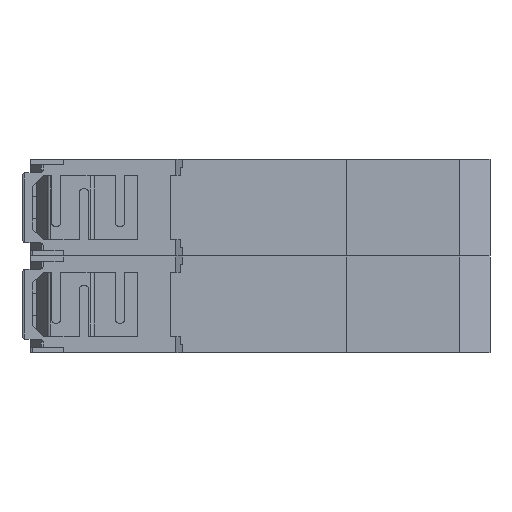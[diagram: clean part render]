
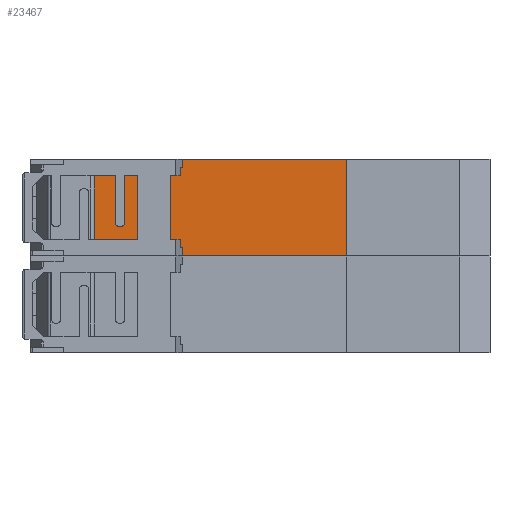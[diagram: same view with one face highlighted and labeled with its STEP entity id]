
A CAD part, front view. The second image highlights one B-rep face of the part: STEP entity #23467.
In plain terms, the highlighted planar face has unit normal (0, -1, 0).
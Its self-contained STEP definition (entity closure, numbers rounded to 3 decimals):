
#17791=DIRECTION('',(-1.,0.,0.));
#17792=VECTOR('',#17791,45.67);
#17793=CARTESIAN_POINT('',(47.027,-9.4,0.));
#17794=LINE('',#17793,#17792);
#18048=DIRECTION('',(1.,0.,0.));
#18049=VECTOR('',#18048,45.67);
#18050=CARTESIAN_POINT('',(1.357,-9.4,18.));
#18051=LINE('',#18050,#18049);
#18667=DIRECTION('',(0.,0.,1.));
#18668=VECTOR('',#18667,18.);
#18669=CARTESIAN_POINT('',(47.027,-9.4,0.));
#18670=LINE('',#18669,#18668);
#18671=DIRECTION('',(0.,0.,1.));
#18672=VECTOR('',#18671,1.);
#18673=CARTESIAN_POINT('',(1.357,-9.4,0.));
#18674=LINE('',#18673,#18672);
#18683=DIRECTION('',(-1.,0.,0.));
#18684=VECTOR('',#18683,4.5);
#18685=CARTESIAN_POINT('',(1.357,-9.4,1.));
#18686=LINE('',#18685,#18684);
#18728=DIRECTION('',(0.,0.,1.));
#18729=VECTOR('',#18728,16.);
#18730=CARTESIAN_POINT('',(-3.143,-9.4,1.));
#18731=LINE('',#18730,#18729);
#18781=DIRECTION('',(1.,0.,0.));
#18782=VECTOR('',#18781,4.5);
#18783=CARTESIAN_POINT('',(-3.143,-9.4,17.));
#18784=LINE('',#18783,#18782);
#19021=DIRECTION('',(0.,0.,1.));
#19022=VECTOR('',#19021,1.);
#19023=CARTESIAN_POINT('',(1.357,-9.4,17.));
#19024=LINE('',#19023,#19022);
#21220=CARTESIAN_POINT('',(1.357,-9.4,18.));
#21221=VERTEX_POINT('',#21220);
#21222=CARTESIAN_POINT('',(47.027,-9.4,18.));
#21223=VERTEX_POINT('',#21222);
#21274=CARTESIAN_POINT('',(47.027,-9.4,0.));
#21275=VERTEX_POINT('',#21274);
#21405=CARTESIAN_POINT('',(-3.143,-9.4,17.));
#21407=VERTEX_POINT('',#21405);
#21422=CARTESIAN_POINT('',(-3.143,-9.4,1.));
#21423=VERTEX_POINT('',#21422);
#21482=CARTESIAN_POINT('',(1.357,-9.4,1.));
#21483=VERTEX_POINT('',#21482);
#21524=CARTESIAN_POINT('',(1.357,-9.4,0.));
#21525=VERTEX_POINT('',#21524);
#21704=CARTESIAN_POINT('',(1.357,-9.4,17.));
#21705=VERTEX_POINT('',#21704);
#23447=CARTESIAN_POINT('',(47.127,-9.4,0.));
#23448=DIRECTION('',(0.,-1.,0.));
#23449=DIRECTION('',(0.,0.,-1.));
#23450=AXIS2_PLACEMENT_3D('',#23447,#23448,#23449);
#23451=PLANE('',#23450);
#23452=ORIENTED_EDGE('',*,*,#22279,.T.);
#23453=ORIENTED_EDGE('',*,*,#23435,.F.);
#23454=ORIENTED_EDGE('',*,*,#22077,.T.);
#23456=ORIENTED_EDGE('',*,*,#23455,.T.);
#23458=ORIENTED_EDGE('',*,*,#23457,.T.);
#23460=ORIENTED_EDGE('',*,*,#23459,.T.);
#23462=ORIENTED_EDGE('',*,*,#23461,.T.);
#23464=ORIENTED_EDGE('',*,*,#23463,.T.);
#23465=EDGE_LOOP('',(#23452,#23453,#23454,#23456,#23458,#23460,#23462,#23464));
#23466=FACE_OUTER_BOUND('',#23465,.F.);
#22077=EDGE_CURVE('',#21275,#21525,#17794,.T.);
#22279=EDGE_CURVE('',#21221,#21223,#18051,.T.);
#23435=EDGE_CURVE('',#21275,#21223,#18670,.T.);
#23455=EDGE_CURVE('',#21525,#21483,#18674,.T.);
#23457=EDGE_CURVE('',#21483,#21423,#18686,.T.);
#23459=EDGE_CURVE('',#21423,#21407,#18731,.T.);
#23461=EDGE_CURVE('',#21407,#21705,#18784,.T.);
#23463=EDGE_CURVE('',#21705,#21221,#19024,.T.);
#23467=ADVANCED_FACE('',(#23466),#23451,.T.);
